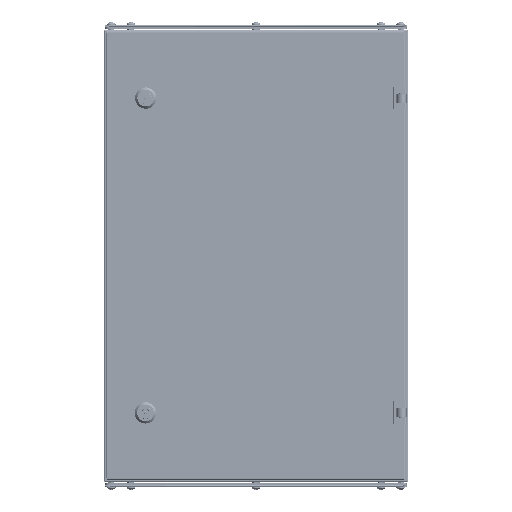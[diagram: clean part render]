
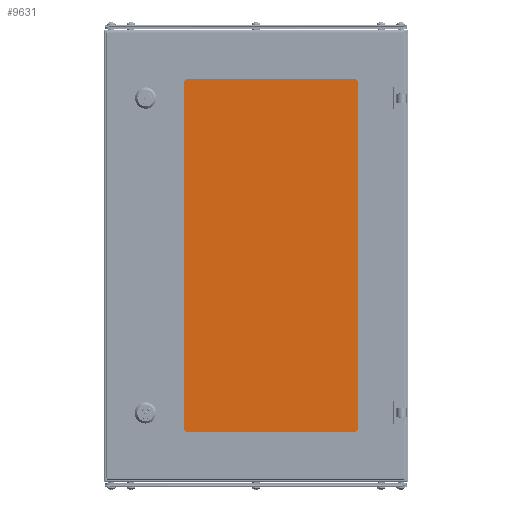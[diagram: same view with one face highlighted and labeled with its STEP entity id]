
A CAD part, top view. The second image highlights one B-rep face of the part: STEP entity #9631.
In plain terms, the highlighted planar face has unit normal (0, 0, 1).
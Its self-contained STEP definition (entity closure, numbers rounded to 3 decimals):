
#2491 = CARTESIAN_POINT ( 'NONE',  ( 117.75, 245.5, 4. ) ) ;
#2601 = CARTESIAN_POINT ( 'NONE',  ( -117.75, -245.5, 4. ) ) ;
#3095 = DIRECTION ( 'NONE',  ( 0., 0., 1. ) ) ;
#4280 = CARTESIAN_POINT ( 'NONE',  ( -127.75, 235.5, 4. ) ) ;
#5859 = FACE_OUTER_BOUND ( 'NONE', #7185, .T. ) ;
#6724 = DIRECTION ( 'NONE',  ( -1., 0., 0. ) ) ;
#7185 = EDGE_LOOP ( 'NONE', ( #33851, #47143, #25511, #82188, #28622, #42586, #27559, #60400 ) ) ;
#9631 = ADVANCED_FACE ( 'NONE', ( #5859 ), #45536, .F. ) ;
#14557 = CARTESIAN_POINT ( 'NONE',  ( -117.75, -235.5, 4. ) ) ;
#15275 = VECTOR ( 'NONE', #79030, 1000. ) ;
#17751 = VERTEX_POINT ( 'NONE', #47437 ) ;
#17907 = VERTEX_POINT ( 'NONE', #55346 ) ;
#22422 = AXIS2_PLACEMENT_3D ( 'NONE', #14557, #3095, #56899 ) ;
#23325 = AXIS2_PLACEMENT_3D ( 'NONE', #80797, #45983, #6724 ) ;
#25511 = ORIENTED_EDGE ( 'NONE', *, *, #86885, .T. ) ;
#27559 = ORIENTED_EDGE ( 'NONE', *, *, #58960, .T. ) ;
#27907 = DIRECTION ( 'NONE',  ( -1., 0., 0. ) ) ;
#28073 = CIRCLE ( 'NONE', #50640, 10. ) ;
#28622 = ORIENTED_EDGE ( 'NONE', *, *, #41251, .T. ) ;
#29944 = CARTESIAN_POINT ( 'NONE',  ( 117.75, -245.5, 4. ) ) ;
#31577 = DIRECTION ( 'NONE',  ( -1., 0., 0. ) ) ;
#33851 = ORIENTED_EDGE ( 'NONE', *, *, #72637, .T. ) ;
#39063 = CARTESIAN_POINT ( 'NONE',  ( 117.75, 235.5, 4. ) ) ;
#40715 = CARTESIAN_POINT ( 'NONE',  ( 117.75, -235.5, 4. ) ) ;
#40755 = VERTEX_POINT ( 'NONE', #56198 ) ;
#41186 = VERTEX_POINT ( 'NONE', #29944 ) ;
#41251 = EDGE_CURVE ( 'NONE', #54545, #17907, #53721, .T. ) ;
#42187 = EDGE_CURVE ( 'NONE', #41186, #17751, #28073, .T. ) ;
#42586 = ORIENTED_EDGE ( 'NONE', *, *, #53311, .T. ) ;
#43614 = CARTESIAN_POINT ( 'NONE',  ( -127.75, -245.5, 4. ) ) ;
#45536 = PLANE ( 'NONE',  #23325 ) ;
#45983 = DIRECTION ( 'NONE',  ( 0., 0., -1. ) ) ;
#47143 = ORIENTED_EDGE ( 'NONE', *, *, #42187, .T. ) ;
#47187 = DIRECTION ( 'NONE',  ( 0., 0., 1. ) ) ;
#47437 = CARTESIAN_POINT ( 'NONE',  ( 127.75, -235.5, 4. ) ) ;
#47855 = DIRECTION ( 'NONE',  ( 0., 1., 0. ) ) ;
#48382 = VECTOR ( 'NONE', #66089, 1000. ) ;
#48825 = CIRCLE ( 'NONE', #85505, 10. ) ;
#50640 = AXIS2_PLACEMENT_3D ( 'NONE', #40715, #81281, #27907 ) ;
#51443 = VECTOR ( 'NONE', #47855, 1000. ) ;
#52121 = CIRCLE ( 'NONE', #77428, 10. ) ;
#53311 = EDGE_CURVE ( 'NONE', #17907, #55530, #48825, .T. ) ;
#53721 = LINE ( 'NONE', #85937, #48382 ) ;
#54401 = VERTEX_POINT ( 'NONE', #56439 ) ;
#54545 = VERTEX_POINT ( 'NONE', #2491 ) ;
#55346 = CARTESIAN_POINT ( 'NONE',  ( -117.75, 245.5, 4. ) ) ;
#55530 = VERTEX_POINT ( 'NONE', #4280 ) ;
#56198 = CARTESIAN_POINT ( 'NONE',  ( -127.75, -235.5, 4. ) ) ;
#56408 = LINE ( 'NONE', #43614, #81724 ) ;
#56439 = CARTESIAN_POINT ( 'NONE',  ( 127.75, 235.5, 4. ) ) ;
#56899 = DIRECTION ( 'NONE',  ( -1., 0., 0. ) ) ;
#57546 = EDGE_CURVE ( 'NONE', #40755, #79820, #60460, .T. ) ;
#58925 = DIRECTION ( 'NONE',  ( 0., 0., 1. ) ) ;
#58960 = EDGE_CURVE ( 'NONE', #55530, #40755, #56408, .T. ) ;
#60400 = ORIENTED_EDGE ( 'NONE', *, *, #57546, .T. ) ;
#60460 = CIRCLE ( 'NONE', #22422, 10. ) ;
#66089 = DIRECTION ( 'NONE',  ( -1., 0., 0. ) ) ;
#72637 = EDGE_CURVE ( 'NONE', #79820, #41186, #78167, .T. ) ;
#72791 = CARTESIAN_POINT ( 'NONE',  ( -117.75, 235.5, 4. ) ) ;
#72845 = CARTESIAN_POINT ( 'NONE',  ( -127.75, -245.5, 4. ) ) ;
#75636 = LINE ( 'NONE', #81389, #51443 ) ;
#77428 = AXIS2_PLACEMENT_3D ( 'NONE', #39063, #58925, #31577 ) ;
#77773 = EDGE_CURVE ( 'NONE', #54401, #54545, #52121, .T. ) ;
#78167 = LINE ( 'NONE', #72845, #15275 ) ;
#79030 = DIRECTION ( 'NONE',  ( 1., 0., 0. ) ) ;
#79820 = VERTEX_POINT ( 'NONE', #2601 ) ;
#80797 = CARTESIAN_POINT ( 'NONE',  ( 0., 0., 4. ) ) ;
#81137 = DIRECTION ( 'NONE',  ( -1., 0., 0. ) ) ;
#81281 = DIRECTION ( 'NONE',  ( 0., 0., 1. ) ) ;
#81389 = CARTESIAN_POINT ( 'NONE',  ( 127.75, -245.5, 4. ) ) ;
#81724 = VECTOR ( 'NONE', #84193, 1000. ) ;
#82188 = ORIENTED_EDGE ( 'NONE', *, *, #77773, .T. ) ;
#84193 = DIRECTION ( 'NONE',  ( 0., -1., 0. ) ) ;
#85505 = AXIS2_PLACEMENT_3D ( 'NONE', #72791, #47187, #81137 ) ;
#85937 = CARTESIAN_POINT ( 'NONE',  ( -127.75, 245.5, 4. ) ) ;
#86885 = EDGE_CURVE ( 'NONE', #17751, #54401, #75636, .T. ) ;
